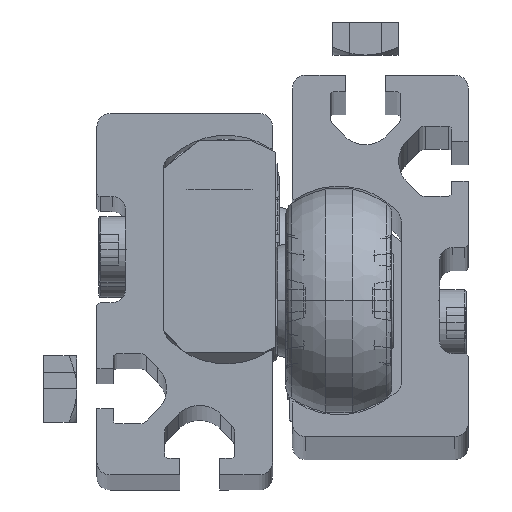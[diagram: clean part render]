
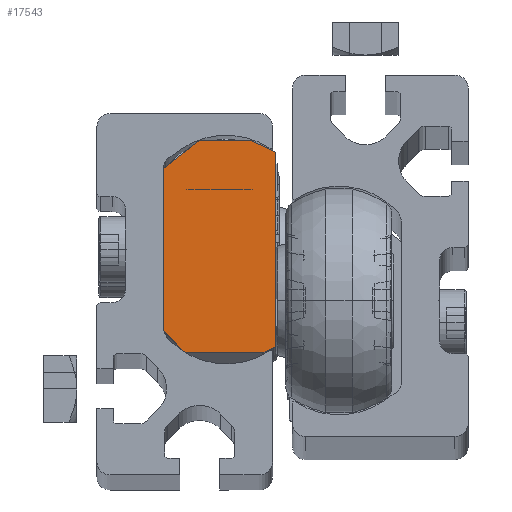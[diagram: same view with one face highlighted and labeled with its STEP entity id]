
A CAD part, top view. The second image highlights one B-rep face of the part: STEP entity #17543.
In plain terms, the highlighted face is planar.
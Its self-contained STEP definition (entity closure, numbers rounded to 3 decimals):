
#143 = EDGE_CURVE ( 'NONE', #6472, #8054, #14988, .T. ) ;
#581 = ORIENTED_EDGE ( 'NONE', *, *, #17238, .F. ) ;
#708 = VERTEX_POINT ( 'NONE', #13270 ) ;
#959 = DIRECTION ( 'NONE',  ( 0., -1., 0. ) ) ;
#1003 = VECTOR ( 'NONE', #20248, 1000. ) ;
#2317 = DIRECTION ( 'NONE',  ( 0., 0., 1. ) ) ;
#2735 = DIRECTION ( 'NONE',  ( 0., 0.616, -0.788 ) ) ;
#2769 = CARTESIAN_POINT ( 'NONE',  ( 19., 14.681, -8.5 ) ) ;
#2884 = EDGE_LOOP ( 'NONE', ( #3247, #7510, #12653, #9472, #17651, #581, #21072, #15384 ) ) ;
#3247 = ORIENTED_EDGE ( 'NONE', *, *, #22893, .F. ) ;
#3844 = CARTESIAN_POINT ( 'NONE',  ( 19., -15.5, 5.2 ) ) ;
#5202 = CARTESIAN_POINT ( 'NONE',  ( 19., -12.2, 8.5 ) ) ;
#6088 = CARTESIAN_POINT ( 'NONE',  ( 19., -15.5, -6.7 ) ) ;
#6249 = LINE ( 'NONE', #20482, #18183 ) ;
#6275 = CARTESIAN_POINT ( 'NONE',  ( 19., 1.5, 22.2 ) ) ;
#6401 = DIRECTION ( 'NONE',  ( 0., 0., 1. ) ) ;
#6472 = VERTEX_POINT ( 'NONE', #5202 ) ;
#7050 = VERTEX_POINT ( 'NONE', #20935 ) ;
#7510 = ORIENTED_EDGE ( 'NONE', *, *, #22306, .F. ) ;
#7595 = CARTESIAN_POINT ( 'NONE',  ( 19., 16.5, -4.6 ) ) ;
#7830 = LINE ( 'NONE', #7595, #18297 ) ;
#8054 = VERTEX_POINT ( 'NONE', #10387 ) ;
#8171 = DIRECTION ( 'NONE',  ( -1., 0., 0. ) ) ;
#8315 = VERTEX_POINT ( 'NONE', #6088 ) ;
#9472 = ORIENTED_EDGE ( 'NONE', *, *, #18031, .T. ) ;
#9664 = CARTESIAN_POINT ( 'NONE',  ( 19., 12.203, 8.5 ) ) ;
#9705 = LINE ( 'NONE', #3844, #1003 ) ;
#9749 = DIRECTION ( 'NONE',  ( 0., -0.423, -0.906 ) ) ;
#9939 = DIRECTION ( 'NONE',  ( 0., 1., 0. ) ) ;
#10131 = EDGE_CURVE ( 'NONE', #13163, #7050, #7830, .T. ) ;
#10162 = VECTOR ( 'NONE', #959, 1000. ) ;
#10294 = EDGE_CURVE ( 'NONE', #14724, #8315, #12144, .T. ) ;
#10387 = CARTESIAN_POINT ( 'NONE',  ( 19., -15.5, 5.2 ) ) ;
#11389 = LINE ( 'NONE', #18609, #23068 ) ;
#11758 = PLANE ( 'NONE',  #18210 ) ;
#11911 = VERTEX_POINT ( 'NONE', #21759 ) ;
#12005 = FACE_OUTER_BOUND ( 'NONE', #2884, .T. ) ;
#12092 = VECTOR ( 'NONE', #2735, 1000. ) ;
#12144 = LINE ( 'NONE', #19466, #20586 ) ;
#12653 = ORIENTED_EDGE ( 'NONE', *, *, #143, .T. ) ;
#13163 = VERTEX_POINT ( 'NONE', #15709 ) ;
#13270 = CARTESIAN_POINT ( 'NONE',  ( 19., 12.203, 8.5 ) ) ;
#13699 = DIRECTION ( 'NONE',  ( 0., -0.423, 0.906 ) ) ;
#13764 = EDGE_CURVE ( 'NONE', #13163, #11911, #11389, .T. ) ;
#14724 = VERTEX_POINT ( 'NONE', #17561 ) ;
#14767 = DIRECTION ( 'NONE',  ( 0., -0.707, -0.707 ) ) ;
#14988 = LINE ( 'NONE', #22321, #22908 ) ;
#15384 = ORIENTED_EDGE ( 'NONE', *, *, #13764, .T. ) ;
#15411 = LINE ( 'NONE', #9664, #12092 ) ;
#15709 = CARTESIAN_POINT ( 'NONE',  ( 19., 16.5, -4.6 ) ) ;
#17238 = EDGE_CURVE ( 'NONE', #7050, #14724, #17253, .T. ) ;
#17253 = LINE ( 'NONE', #2769, #10162 ) ;
#17543 = ADVANCED_FACE ( 'NONE', ( #12005 ), #11758, .F. ) ;
#17561 = CARTESIAN_POINT ( 'NONE',  ( 19., -14.661, -8.5 ) ) ;
#17651 = ORIENTED_EDGE ( 'NONE', *, *, #10294, .F. ) ;
#18031 = EDGE_CURVE ( 'NONE', #8054, #8315, #9705, .T. ) ;
#18183 = VECTOR ( 'NONE', #9939, 1000. ) ;
#18210 = AXIS2_PLACEMENT_3D ( 'NONE', #6275, #8171, #6401 ) ;
#18297 = VECTOR ( 'NONE', #9749, 1000. ) ;
#18609 = CARTESIAN_POINT ( 'NONE',  ( 19., 16.5, -4.6 ) ) ;
#19466 = CARTESIAN_POINT ( 'NONE',  ( 19., -14.661, -8.5 ) ) ;
#20248 = DIRECTION ( 'NONE',  ( 0., 0., -1. ) ) ;
#20482 = CARTESIAN_POINT ( 'NONE',  ( 19., -12.2, 8.5 ) ) ;
#20586 = VECTOR ( 'NONE', #13699, 1000. ) ;
#20935 = CARTESIAN_POINT ( 'NONE',  ( 19., 14.681, -8.5 ) ) ;
#21072 = ORIENTED_EDGE ( 'NONE', *, *, #10131, .F. ) ;
#21759 = CARTESIAN_POINT ( 'NONE',  ( 19., 16.5, 3. ) ) ;
#22306 = EDGE_CURVE ( 'NONE', #6472, #708, #6249, .T. ) ;
#22321 = CARTESIAN_POINT ( 'NONE',  ( 19., -12.2, 8.5 ) ) ;
#22893 = EDGE_CURVE ( 'NONE', #708, #11911, #15411, .T. ) ;
#22908 = VECTOR ( 'NONE', #14767, 1000. ) ;
#23068 = VECTOR ( 'NONE', #2317, 1000. ) ;
